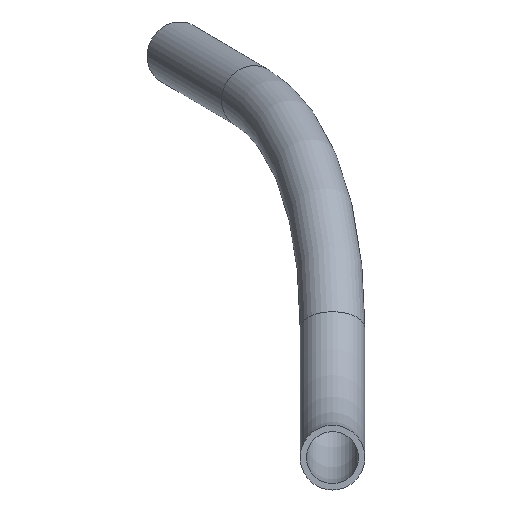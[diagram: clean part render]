
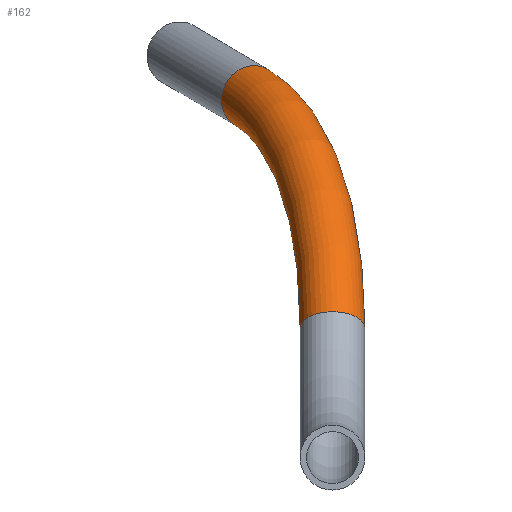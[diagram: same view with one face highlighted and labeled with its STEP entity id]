
A CAD part, left-side view. The second image highlights one B-rep face of the part: STEP entity #162.
In plain terms, the highlighted toroidal (fillet/blend) face has major radius 70 mm and minor radius 5 mm.
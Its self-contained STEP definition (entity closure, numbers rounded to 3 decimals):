
#50=FACE_BOUND('',#84,.T.);
#62=FACE_OUTER_BOUND('',#83,.T.);
#83=EDGE_LOOP('',(#143));
#84=EDGE_LOOP('',(#144));
#99=CIRCLE('',#187,5.);
#100=CIRCLE('',#189,5.);
#111=VERTEX_POINT('',#275);
#112=VERTEX_POINT('',#278);
#123=EDGE_CURVE('',#111,#111,#99,.T.);
#124=EDGE_CURVE('',#112,#112,#100,.T.);
#143=ORIENTED_EDGE('',*,*,#123,.F.);
#144=ORIENTED_EDGE('',*,*,#124,.F.);
#152=TOROIDAL_SURFACE('',#188,70.,5.);
#162=ADVANCED_FACE('',(#62,#50),#152,.T.);
#187=AXIS2_PLACEMENT_3D('',#276,#232,#233);
#188=AXIS2_PLACEMENT_3D('',#277,#234,#235);
#189=AXIS2_PLACEMENT_3D('',#279,#236,#237);
#232=DIRECTION('center_axis',(0.896,0.383,0.225));
#233=DIRECTION('ref_axis',(-0.302,0.155,0.941));
#234=DIRECTION('center_axis',(-0.433,0.866,0.25));
#235=DIRECTION('ref_axis',(0.5,0.,0.866));
#236=DIRECTION('center_axis',(-0.5,0.,-0.866));
#237=DIRECTION('ref_axis',(-0.866,0.,0.5));
#275=CARTESIAN_POINT('',(81.718,11.729,50.909));
#276=CARTESIAN_POINT('Origin',(80.206,12.502,55.612));
#277=CARTESIAN_POINT('Origin',(87.141,35.,-10.311));
#278=CARTESIAN_POINT('',(38.971,0.,17.5));
#279=CARTESIAN_POINT('Origin',(34.641,0.,20.));
